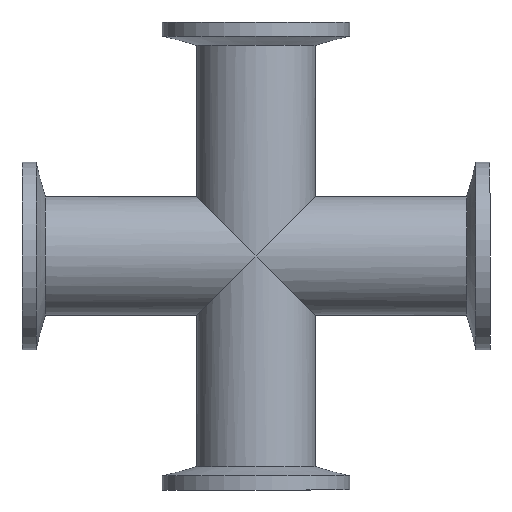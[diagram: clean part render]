
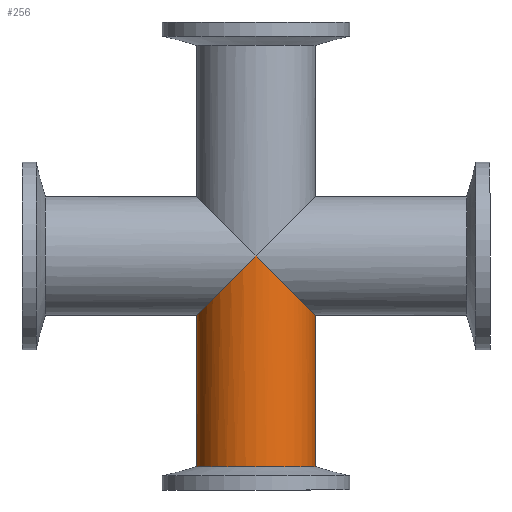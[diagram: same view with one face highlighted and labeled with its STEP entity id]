
A CAD part, left-side view. The second image highlights one B-rep face of the part: STEP entity #256.
In plain terms, the highlighted cylindrical face has radius 12.7 mm (diameter 25.4 mm), a full revolution.
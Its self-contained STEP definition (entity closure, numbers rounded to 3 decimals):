
#57=CIRCLE('',#327,12.7);
#75=CYLINDRICAL_SURFACE('',#326,12.7);
#83=FACE_OUTER_BOUND('',#96,.T.);
#96=EDGE_LOOP('',(#198,#199,#200,#201,#202));
#113=LINE('',#484,#122);
#122=VECTOR('',#389,12.7);
#129=ELLIPSE('',#320,17.961,12.7);
#131=ELLIPSE('',#323,17.961,12.7);
#134=VERTEX_POINT('',#469);
#135=VERTEX_POINT('',#471);
#137=VERTEX_POINT('',#482);
#156=EDGE_CURVE('',#135,#134,#129,.T.);
#159=EDGE_CURVE('',#134,#135,#131,.T.);
#162=EDGE_CURVE('',#137,#137,#57,.T.);
#163=EDGE_CURVE('',#137,#134,#113,.T.);
#198=ORIENTED_EDGE('',*,*,#162,.F.);
#199=ORIENTED_EDGE('',*,*,#163,.T.);
#200=ORIENTED_EDGE('',*,*,#159,.T.);
#201=ORIENTED_EDGE('',*,*,#156,.T.);
#202=ORIENTED_EDGE('',*,*,#163,.F.);
#256=ADVANCED_FACE('',(#83),#75,.T.);
#320=AXIS2_PLACEMENT_3D('',#472,#371,#372);
#323=AXIS2_PLACEMENT_3D('',#476,#378,#379);
#326=AXIS2_PLACEMENT_3D('',#481,#385,#386);
#327=AXIS2_PLACEMENT_3D('',#483,#387,#388);
#371=DIRECTION('center_axis',(0.,0.707,0.707));
#372=DIRECTION('ref_axis',(0.,-0.707,0.707));
#378=DIRECTION('center_axis',(0.,-0.707,0.707));
#379=DIRECTION('ref_axis',(0.,-0.707,-0.707));
#385=DIRECTION('center_axis',(0.,0.,1.));
#386=DIRECTION('ref_axis',(-1.,0.,0.));
#387=DIRECTION('center_axis',(0.,0.,1.));
#388=DIRECTION('ref_axis',(-1.,0.,0.));
#389=DIRECTION('',(0.,0.,-1.));
#469=CARTESIAN_POINT('',(12.7,0.,0.));
#471=CARTESIAN_POINT('',(-12.7,0.,0.));
#472=CARTESIAN_POINT('Origin',(0.,0.,0.));
#476=CARTESIAN_POINT('Origin',(0.,0.,0.));
#481=CARTESIAN_POINT('Origin',(0.,0.,0.));
#482=CARTESIAN_POINT('',(12.7,0.,46.244));
#483=CARTESIAN_POINT('Origin',(0.,0.,46.244));
#484=CARTESIAN_POINT('',(12.7,0.,0.));
